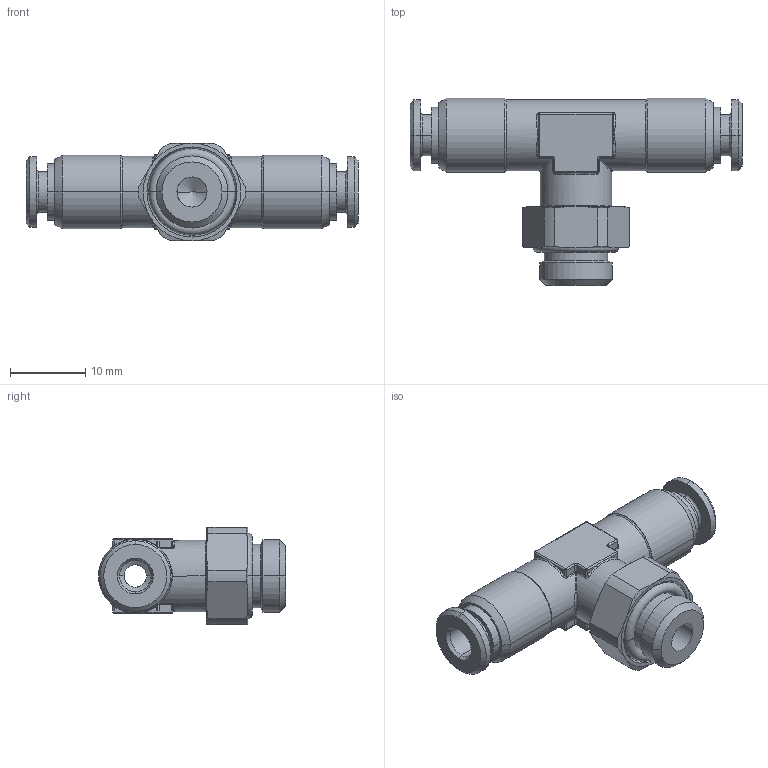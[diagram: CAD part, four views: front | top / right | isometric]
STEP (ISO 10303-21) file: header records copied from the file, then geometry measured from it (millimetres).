
FILE_DESCRIPTION((''),'2;1');
FILE_NAME('382056B_921X4-4F-1-8','2013-01-23T',('avs326'),(''),'PRO/ENGINEER BY PARAMETRIC TECHNOLOGY CORPORATION, 2011490','PRO/ENGINEER BY PARAMETRIC TECHNOLOGY CORPORATION, 2011490','');
FILE_SCHEMA(('CONFIG_CONTROL_DESIGN'));
Length unit declared in the file: millimetre
Products named in the file (1): 382056B_921X4-4F-1-8
Bounding box: 44.2 x 24.9 x 13 mm (x, y, z)
Volume: 3806.3 mm3; surface area: 3509.3 mm2
Topology: 2 solids, 2 shells, 277 faces, 627 edges, 355 vertices
Faces by surface type: cylinder 94, plane 55, cone 54, torus 36, bspline 22, sphere 16
Entity records: 9083 total; most frequent: CARTESIAN_POINT 2883, DIRECTION 1377, ORIENTED_EDGE 1250, EDGE_CURVE 625, AXIS2_PLACEMENT_3D 577, VERTEX_POINT 355, CIRCLE 322, EDGE_LOOP 294
